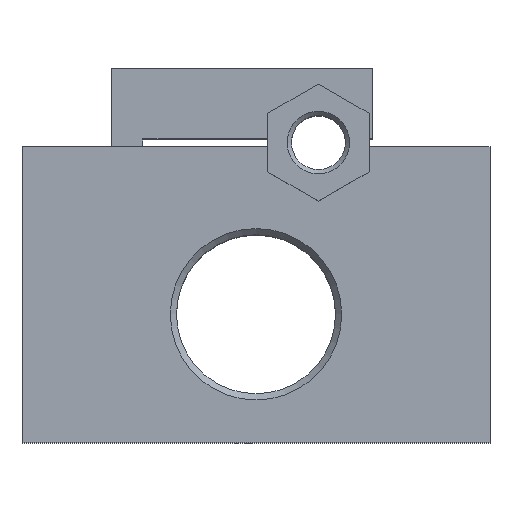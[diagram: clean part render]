
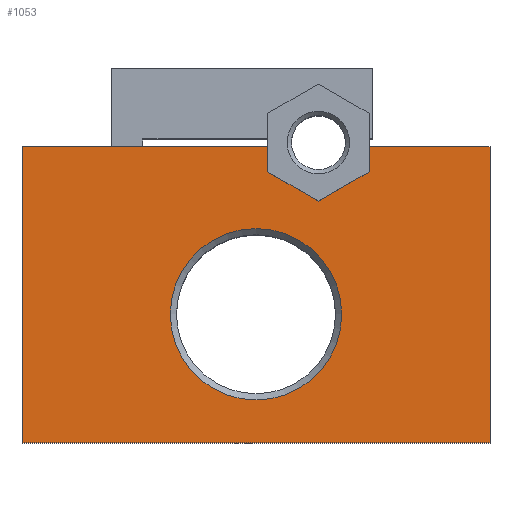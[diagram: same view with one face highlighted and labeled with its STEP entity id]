
A CAD part, top view. The second image highlights one B-rep face of the part: STEP entity #1053.
In plain terms, the highlighted planar face has unit normal (0, 0, 1).
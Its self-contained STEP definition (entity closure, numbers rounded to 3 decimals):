
#60=CIRCLE('',#1140,10.99);
#61=CIRCLE('',#1141,6.4);
#202=ORIENTED_EDGE('',*,*,#464,.T.);
#203=ORIENTED_EDGE('',*,*,#387,.T.);
#204=ORIENTED_EDGE('',*,*,#465,.T.);
#205=ORIENTED_EDGE('',*,*,#409,.T.);
#206=ORIENTED_EDGE('',*,*,#426,.T.);
#207=ORIENTED_EDGE('',*,*,#433,.T.);
#208=ORIENTED_EDGE('',*,*,#441,.T.);
#387=EDGE_CURVE('',#532,#531,#628,.T.);
#409=EDGE_CURVE('',#554,#553,#644,.T.);
#426=EDGE_CURVE('',#553,#564,#654,.T.);
#433=EDGE_CURVE('',#564,#569,#661,.T.);
#441=EDGE_CURVE('',#569,#532,#669,.T.);
#464=EDGE_CURVE('',#586,#586,#60,.F.);
#465=EDGE_CURVE('',#531,#554,#61,.T.);
#531=VERTEX_POINT('',#1531);
#532=VERTEX_POINT('',#1533);
#553=VERTEX_POINT('',#1588);
#554=VERTEX_POINT('',#1590);
#564=VERTEX_POINT('',#1633);
#569=VERTEX_POINT('',#1646);
#586=VERTEX_POINT('',#1704);
#628=LINE('',#1532,#732);
#644=LINE('',#1589,#748);
#654=LINE('',#1634,#758);
#661=LINE('',#1647,#765);
#669=LINE('',#1661,#773);
#732=VECTOR('',#1228,1000.);
#748=VECTOR('',#1250,1000.);
#758=VECTOR('',#1286,1000.);
#765=VECTOR('',#1295,1000.);
#773=VECTOR('',#1307,1000.);
#850=EDGE_LOOP('',(#202));
#851=EDGE_LOOP('',(#203,#204,#205,#206,#207,#208));
#937=FACE_BOUND('',#850,.T.);
#938=FACE_BOUND('',#851,.T.);
#1011=PLANE('',#1139);
#1053=ADVANCED_FACE('',(#937,#938),#1011,.T.);
#1139=AXIS2_PLACEMENT_3D('',#1702,#1345,#1346);
#1140=AXIS2_PLACEMENT_3D('',#1703,#1347,#1348);
#1141=AXIS2_PLACEMENT_3D('',#1705,#1349,#1350);
#1228=DIRECTION('',(-1.,0.,0.));
#1250=DIRECTION('',(-1.,0.,0.));
#1286=DIRECTION('',(0.,-1.,0.));
#1295=DIRECTION('',(1.,0.,0.));
#1307=DIRECTION('',(0.,1.,0.));
#1345=DIRECTION('',(0.,0.,1.));
#1346=DIRECTION('',(1.,0.,0.));
#1347=DIRECTION('',(0.,0.,1.));
#1348=DIRECTION('',(1.,0.,0.));
#1349=DIRECTION('',(0.,0.,-1.));
#1350=DIRECTION('',(-1.,0.,0.));
#1531=CARTESIAN_POINT('',(14.38,21.5,15.));
#1532=CARTESIAN_POINT('',(30.,21.5,15.));
#1533=CARTESIAN_POINT('',(30.,21.5,15.));
#1588=CARTESIAN_POINT('',(-30.,21.5,15.));
#1589=CARTESIAN_POINT('',(-18.5,21.5,15.));
#1590=CARTESIAN_POINT('',(1.62,21.5,15.));
#1633=CARTESIAN_POINT('',(-30.,-16.5,15.));
#1634=CARTESIAN_POINT('',(-30.,21.5,15.));
#1646=CARTESIAN_POINT('',(30.,-16.5,15.));
#1647=CARTESIAN_POINT('',(-30.,-16.5,15.));
#1661=CARTESIAN_POINT('',(30.,-16.5,15.));
#1702=CARTESIAN_POINT('',(0.,0.,15.));
#1703=CARTESIAN_POINT('',(0.,0.,15.));
#1704=CARTESIAN_POINT('',(10.99,0.,15.));
#1705=CARTESIAN_POINT('',(8.,22.,15.));
